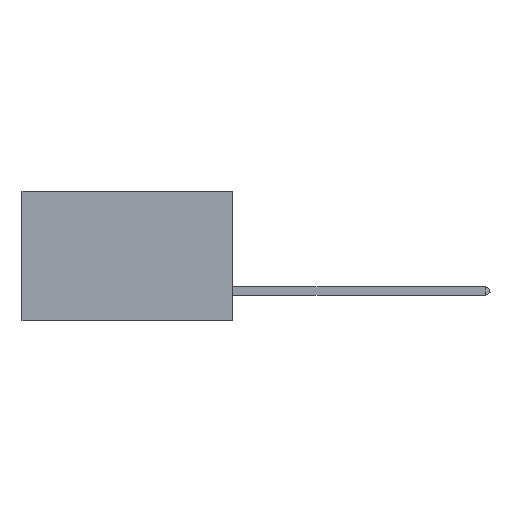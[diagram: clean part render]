
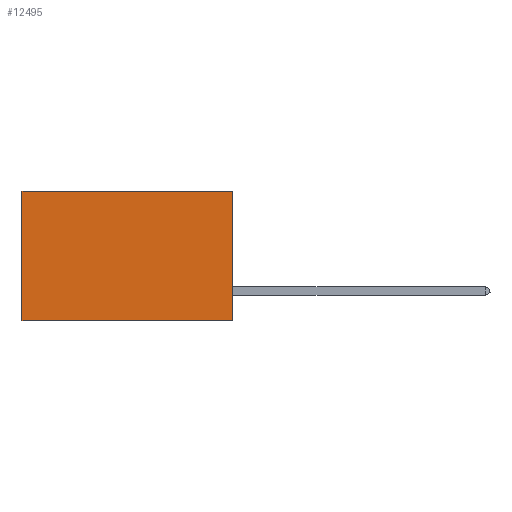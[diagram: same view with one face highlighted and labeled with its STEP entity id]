
A CAD part, left-side view. The second image highlights one B-rep face of the part: STEP entity #12495.
In plain terms, the highlighted planar face has unit normal (-1, 0, 0).
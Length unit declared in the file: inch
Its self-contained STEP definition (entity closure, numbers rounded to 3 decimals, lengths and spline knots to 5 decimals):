
#418 = CARTESIAN_POINT ( 'NONE',  ( 0.2875, 0.6, 0. ) ) ;
#1285 = DIRECTION ( 'NONE',  ( 0., 0., -1. ) ) ;
#1605 = DIRECTION ( 'NONE',  ( 1., 0., 0. ) ) ;
#2987 = VECTOR ( 'NONE', #1285, 39.37008 ) ;
#3515 = VERTEX_POINT ( 'NONE', #18034 ) ;
#3986 = VERTEX_POINT ( 'NONE', #418 ) ;
#4738 = LINE ( 'NONE', #21512, #23148 ) ;
#6433 = VECTOR ( 'NONE', #21558, 39.37008 ) ;
#7076 = EDGE_LOOP ( 'NONE', ( #31296, #8567, #38257, #9295 ) ) ;
#7903 = VECTOR ( 'NONE', #39505, 39.37008 ) ;
#8567 = ORIENTED_EDGE ( 'NONE', *, *, #28776, .F. ) ;
#9289 = LINE ( 'NONE', #20887, #7903 ) ;
#9295 = ORIENTED_EDGE ( 'NONE', *, *, #31999, .T. ) ;
#10315 = LINE ( 'NONE', #21040, #6433 ) ;
#11995 = EDGE_CURVE ( 'NONE', #3986, #39115, #29128, .T. ) ;
#12495 = ADVANCED_FACE ( 'NONE', ( #30990 ), #19807, .F. ) ;
#15606 = VERTEX_POINT ( 'NONE', #26950 ) ;
#16076 = EDGE_CURVE ( 'NONE', #3515, #15606, #4738, .T. ) ;
#16998 = DIRECTION ( 'NONE',  ( 0., 0., -1. ) ) ;
#18034 = CARTESIAN_POINT ( 'NONE',  ( 0.2875, 0., 0. ) ) ;
#18587 = AXIS2_PLACEMENT_3D ( 'NONE', #23082, #1605, #16998 ) ;
#19807 = PLANE ( 'NONE',  #18587 ) ;
#20887 = CARTESIAN_POINT ( 'NONE',  ( 0.2875, 0., 0. ) ) ;
#21040 = CARTESIAN_POINT ( 'NONE',  ( 0.2875, 0., -0.37 ) ) ;
#21512 = CARTESIAN_POINT ( 'NONE',  ( 0.2875, 0., 0. ) ) ;
#21558 = DIRECTION ( 'NONE',  ( 0., 1., 0. ) ) ;
#23082 = CARTESIAN_POINT ( 'NONE',  ( 0.2875, 0., 0. ) ) ;
#23148 = VECTOR ( 'NONE', #24604, 39.37008 ) ;
#24604 = DIRECTION ( 'NONE',  ( 0., 0., -1. ) ) ;
#25463 = CARTESIAN_POINT ( 'NONE',  ( 0.2875, 0.6, -0.37 ) ) ;
#26950 = CARTESIAN_POINT ( 'NONE',  ( 0.2875, 0., -0.37 ) ) ;
#28776 = EDGE_CURVE ( 'NONE', #15606, #39115, #10315, .T. ) ;
#28852 = CARTESIAN_POINT ( 'NONE',  ( 0.2875, 0.6, 0. ) ) ;
#29128 = LINE ( 'NONE', #28852, #2987 ) ;
#30990 = FACE_OUTER_BOUND ( 'NONE', #7076, .T. ) ;
#31296 = ORIENTED_EDGE ( 'NONE', *, *, #11995, .T. ) ;
#31999 = EDGE_CURVE ( 'NONE', #3515, #3986, #9289, .T. ) ;
#38257 = ORIENTED_EDGE ( 'NONE', *, *, #16076, .F. ) ;
#39115 = VERTEX_POINT ( 'NONE', #25463 ) ;
#39505 = DIRECTION ( 'NONE',  ( 0., 1., 0. ) ) ;
